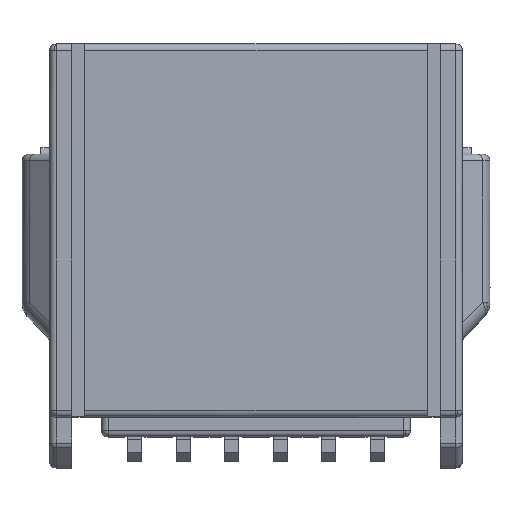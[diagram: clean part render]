
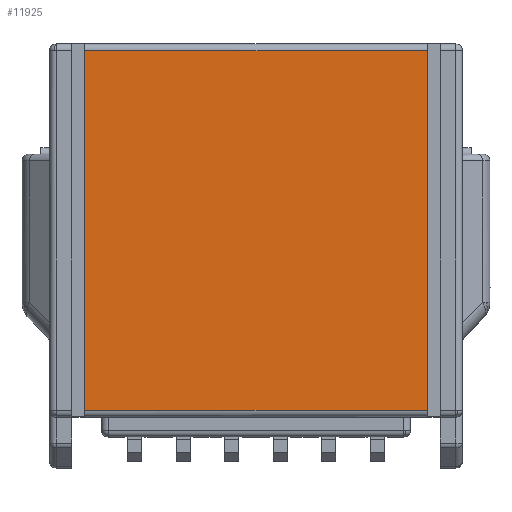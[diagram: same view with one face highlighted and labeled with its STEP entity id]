
A CAD part, top view. The second image highlights one B-rep face of the part: STEP entity #11925.
In plain terms, the highlighted planar face has unit normal (0, 0, 1).
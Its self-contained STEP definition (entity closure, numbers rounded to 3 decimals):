
#6751=CARTESIAN_POINT('Vertex',(7.75,20.25,-4.05)) ;
#6754=CARTESIAN_POINT('Line Origine',(7.75,12.1,-4.05)) ;
#6758=CARTESIAN_POINT('Vertex',(7.75,3.95,-4.05)) ;
#6789=CARTESIAN_POINT('Line Origine',(-0.15,3.95,-4.05)) ;
#6793=CARTESIAN_POINT('Vertex',(-7.75,3.95,-4.05)) ;
#6817=CARTESIAN_POINT('Vertex',(-7.75,20.25,-4.05)) ;
#6834=CARTESIAN_POINT('Line Origine',(-7.75,12.1,-4.05)) ;
#11902=CARTESIAN_POINT('Line Origine',(0.,20.25,-4.05)) ;
#11914=CARTESIAN_POINT('Axis2P3D Location',(-9.55,7.15,-4.05)) ;
#6756=VECTOR('Line Direction',#6755,1.) ;
#6791=VECTOR('Line Direction',#6790,1.) ;
#6836=VECTOR('Line Direction',#6835,1.) ;
#11904=VECTOR('Line Direction',#11903,1.) ;
#6755=DIRECTION('Vector Direction',(0.,1.,0.)) ;
#6790=DIRECTION('Vector Direction',(-1.,0.,0.)) ;
#6835=DIRECTION('Vector Direction',(0.,1.,0.)) ;
#11903=DIRECTION('Vector Direction',(-1.,0.,0.)) ;
#11915=DIRECTION('Axis2P3D Direction',(0.,0.,1.)) ;
#11916=DIRECTION('Axis2P3D XDirection',(-1.,0.,0.)) ;
#11917=AXIS2_PLACEMENT_3D('Plane Axis2P3D',#11914,#11915,#11916) ;
#6757=LINE('Line',#6754,#6756) ;
#6792=LINE('Line',#6789,#6791) ;
#6837=LINE('Line',#6834,#6836) ;
#11905=LINE('Line',#11902,#11904) ;
#11918=PLANE('',#11917) ;
#6760=EDGE_CURVE('',#6759,#6752,#6757,.T.) ;
#6795=EDGE_CURVE('',#6759,#6794,#6792,.T.) ;
#6838=EDGE_CURVE('',#6794,#6818,#6837,.T.) ;
#11906=EDGE_CURVE('',#6818,#6752,#11905,.F.) ;
#11920=ORIENTED_EDGE('',*,*,#11906,.F.) ;
#11921=ORIENTED_EDGE('',*,*,#6838,.F.) ;
#11922=ORIENTED_EDGE('',*,*,#6795,.F.) ;
#11923=ORIENTED_EDGE('',*,*,#6760,.T.) ;
#11919=EDGE_LOOP('',(#11920,#11921,#11922,#11923)) ;
#6752=VERTEX_POINT('',#6751) ;
#6759=VERTEX_POINT('',#6758) ;
#6794=VERTEX_POINT('',#6793) ;
#6818=VERTEX_POINT('',#6817) ;
#11925=ADVANCED_FACE('MANIFOLD_SOLID_BREP #27895',(#11924),#11918,.T.) ;
#11924=FACE_OUTER_BOUND('',#11919,.T.) ;
